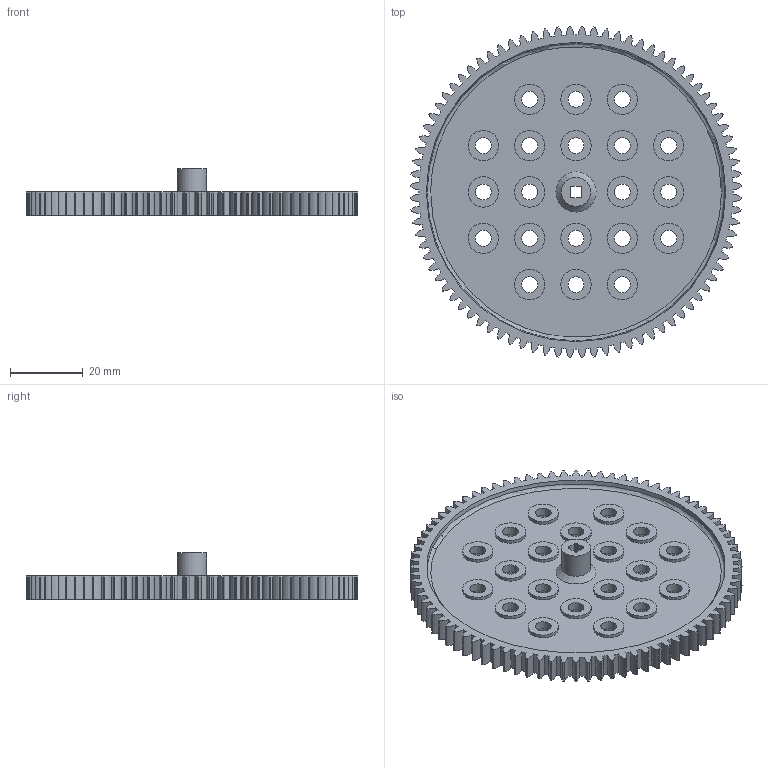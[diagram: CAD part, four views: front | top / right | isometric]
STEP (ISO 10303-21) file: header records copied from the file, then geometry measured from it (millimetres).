
FILE_DESCRIPTION(/* description */ (''),/* implementation_level */ '2;1');
FILE_NAME(/* name */ '84-Tooth Gear-Red.ipt.step',/* time_stamp */ '2020-04-16T23:21:51-04:00',/* author */ ('Jordan'),/* organization */ (''),/* preprocessor_version */ 'ST-DEVELOPER v17',/* originating_system */ 'Autodesk Inventor 2019',/* authorisation */ '');
FILE_SCHEMA (('AUTOMOTIVE_DESIGN { 1 0 10303 214 3 1 1 }'));
Length unit declared in the file: inch
Products named in the file (1): 84-Tooth Gear-Red
Bounding box: 90.96 x 90.96 x 12.7 mm (x, y, z)
Volume: 19624.2 mm3; surface area: 20657.9 mm2
Topology: 1 solids, 1 shells, 561 faces, 1657 edges, 1162 vertices
Faces by surface type: cylinder 438, plane 118, cone 3, torus 2
Full cylindrical faces by diameter (mm): 4.35 x20, 8 x2, 8.35 x20, 9.35 x20, 11.75 x20
Entity records: 20824 total; most frequent: CARTESIAN_POINT 4485, DIRECTION 3833, ORIENTED_EDGE 3314, EDGE_CURVE 1657, AXIS2_PLACEMENT_3D 1618, VERTEX_POINT 1162, CIRCLE 1056, EDGE_LOOP 667
